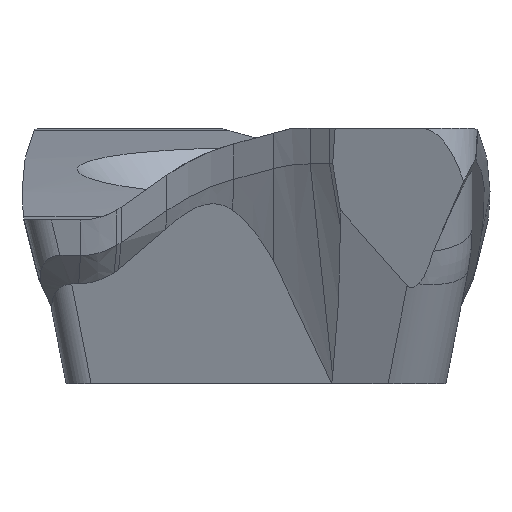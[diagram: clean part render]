
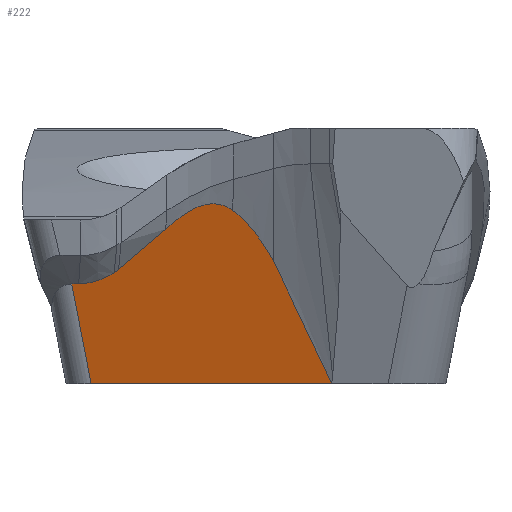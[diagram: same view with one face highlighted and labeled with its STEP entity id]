
A CAD part, left-side view. The second image highlights one B-rep face of the part: STEP entity #222.
In plain terms, the highlighted planar face has unit normal (-0.962, 0.084, -0.259).
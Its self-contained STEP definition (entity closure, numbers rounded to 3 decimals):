
#222=ADVANCED_FACE('',(#378),#289,.T.);
#289=PLANE('',#2510);
#378=FACE_OUTER_BOUND('',#504,.T.);
#504=EDGE_LOOP('',(#957,#958,#959,#960,#961,#962,#963,#964,#965));
#957=ORIENTED_EDGE('',*,*,#1537,.F.);
#958=ORIENTED_EDGE('',*,*,#1535,.F.);
#959=ORIENTED_EDGE('',*,*,#1650,.T.);
#960=ORIENTED_EDGE('',*,*,#1648,.T.);
#961=ORIENTED_EDGE('',*,*,#1651,.F.);
#962=ORIENTED_EDGE('',*,*,#1652,.F.);
#963=ORIENTED_EDGE('',*,*,#1653,.F.);
#964=ORIENTED_EDGE('',*,*,#1654,.F.);
#965=ORIENTED_EDGE('',*,*,#1655,.T.);
#1297=VERTEX_POINT('',#4063);
#1298=VERTEX_POINT('',#4075);
#1299=VERTEX_POINT('',#4118);
#1366=VERTEX_POINT('',#5210);
#1367=VERTEX_POINT('',#5221);
#1368=VERTEX_POINT('',#5308);
#1369=VERTEX_POINT('',#5319);
#1370=VERTEX_POINT('',#5324);
#1371=VERTEX_POINT('',#5326);
#1535=EDGE_CURVE('',#1297,#1298,#1864,.T.);
#1537=EDGE_CURVE('',#1298,#1299,#1866,.T.);
#1648=EDGE_CURVE('',#1367,#1366,#1940,.T.);
#1650=EDGE_CURVE('',#1297,#1367,#1941,.T.);
#1651=EDGE_CURVE('',#1368,#1366,#1942,.T.);
#1652=EDGE_CURVE('',#1369,#1368,#1943,.T.);
#1653=EDGE_CURVE('',#1370,#1369,#1944,.T.);
#1654=EDGE_CURVE('',#1371,#1370,#2205,.T.);
#1655=EDGE_CURVE('',#1371,#1299,#2206,.T.);
#1864=B_SPLINE_CURVE_WITH_KNOTS('',3,(#4064,#4065,#4066,#4067,#4068,#4069,
#4070,#4071,#4072,#4073,#4074),.UNSPECIFIED.,.F.,.F.,(4,1,1,1,1,1,1,1,4),
(0.,0.125,0.25,0.375,0.5,0.625,0.75,0.875,1.),.UNSPECIFIED.);
#1866=B_SPLINE_CURVE_WITH_KNOTS('',3,(#4108,#4109,#4110,#4111,#4112,#4113,
#4114,#4115,#4116,#4117),.UNSPECIFIED.,.F.,.F.,(4,3,3,4),(0.,0.237,
0.619,1.),.UNSPECIFIED.);
#1940=B_SPLINE_CURVE_WITH_KNOTS('',3,(#5211,#5212,#5213,#5214,#5215,#5216,
#5217,#5218,#5219,#5220),.UNSPECIFIED.,.F.,.F.,(4,3,3,4),(0.,0.334,
0.667,1.),.UNSPECIFIED.);
#1941=B_SPLINE_CURVE_WITH_KNOTS('',3,(#5247,#5248,#5249,#5250,#5251,#5252,
#5253,#5254,#5255,#5256,#5257,#5258,#5259,#5260,#5261,#5262,#5263,#5264,
#5265),.UNSPECIFIED.,.F.,.F.,(4,1,1,1,1,1,1,1,1,1,1,1,1,1,1,1,4),(0.,0.063,
0.125,0.188,0.25,0.313,0.375,0.438,0.5,0.563,0.625,0.688,0.75,0.813,
0.875,0.938,1.),.UNSPECIFIED.);
#1942=B_SPLINE_CURVE_WITH_KNOTS('',3,(#5302,#5303,#5304,#5305,#5306,#5307),
 .UNSPECIFIED.,.F.,.F.,(4,1,1,4),(0.,0.333,0.667,1.),
 .UNSPECIFIED.);
#1943=B_SPLINE_CURVE_WITH_KNOTS('',3,(#5309,#5310,#5311,#5312,#5313,#5314,
#5315,#5316,#5317,#5318),.UNSPECIFIED.,.F.,.F.,(4,3,3,4),(0.,0.259,
0.518,1.),.UNSPECIFIED.);
#1944=B_SPLINE_CURVE_WITH_KNOTS('',3,(#5320,#5321,#5322,#5323),
 .UNSPECIFIED.,.F.,.F.,(4,4),(0.,1.),.UNSPECIFIED.);
#2205=LINE('',#5325,#2322);
#2206=LINE('',#5327,#2323);
#2322=VECTOR('',#2758,1.);
#2323=VECTOR('',#2759,1.);
#2510=AXIS2_PLACEMENT_3D('',#5328,#2760,#2761);
#2758=DIRECTION('',(-0.24,0.185,0.953));
#2759=DIRECTION('',(-0.087,-0.996,0.));
#2760=DIRECTION('',(-0.962,0.084,-0.259));
#2761=DIRECTION('',(-0.258,0.023,0.966));
#4063=CARTESIAN_POINT('',(-5.026,0.331,-1.154));
#4064=CARTESIAN_POINT('',(-5.026,0.331,-1.154));
#4065=CARTESIAN_POINT('',(-5.024,0.311,-1.168));
#4066=CARTESIAN_POINT('',(-5.019,0.269,-1.198));
#4067=CARTESIAN_POINT('',(-5.01,0.205,-1.253));
#4068=CARTESIAN_POINT('',(-4.998,0.138,-1.319));
#4069=CARTESIAN_POINT('',(-4.983,0.068,-1.398));
#4070=CARTESIAN_POINT('',(-4.964,-0.005,-1.491));
#4071=CARTESIAN_POINT('',(-4.942,-0.082,-1.599));
#4072=CARTESIAN_POINT('',(-4.916,-0.162,-1.723));
#4073=CARTESIAN_POINT('',(-4.895,-0.217,-1.818));
#4074=CARTESIAN_POINT('',(-4.884,-0.246,-1.868));
#4075=CARTESIAN_POINT('',(-4.884,-0.246,-1.868));
#4108=CARTESIAN_POINT('',(-4.884,-0.246,-1.868));
#4109=CARTESIAN_POINT('',(-4.855,-0.32,-2.));
#4110=CARTESIAN_POINT('',(-4.824,-0.388,-2.136));
#4111=CARTESIAN_POINT('',(-4.793,-0.454,-2.273));
#4112=CARTESIAN_POINT('',(-4.744,-0.56,-2.493));
#4113=CARTESIAN_POINT('',(-4.693,-0.661,-2.714));
#4114=CARTESIAN_POINT('',(-4.642,-0.762,-2.936));
#4115=CARTESIAN_POINT('',(-4.591,-0.864,-3.158));
#4116=CARTESIAN_POINT('',(-4.541,-0.965,-3.379));
#4117=CARTESIAN_POINT('',(-4.49,-1.069,-3.6));
#4118=CARTESIAN_POINT('',(-4.49,-1.069,-3.6));
#5210=CARTESIAN_POINT('',(-4.66,1.939,-1.991));
#5211=CARTESIAN_POINT('',(-4.871,1.275,-1.423));
#5212=CARTESIAN_POINT('',(-4.847,1.347,-1.488));
#5213=CARTESIAN_POINT('',(-4.823,1.419,-1.554));
#5214=CARTESIAN_POINT('',(-4.799,1.492,-1.618));
#5215=CARTESIAN_POINT('',(-4.776,1.565,-1.682));
#5216=CARTESIAN_POINT('',(-4.752,1.638,-1.745));
#5217=CARTESIAN_POINT('',(-4.729,1.713,-1.808));
#5218=CARTESIAN_POINT('',(-4.706,1.787,-1.87));
#5219=CARTESIAN_POINT('',(-4.683,1.863,-1.931));
#5220=CARTESIAN_POINT('',(-4.66,1.939,-1.991));
#5221=CARTESIAN_POINT('',(-4.871,1.275,-1.423));
#5247=CARTESIAN_POINT('',(-5.026,0.331,-1.154));
#5248=CARTESIAN_POINT('',(-5.027,0.347,-1.143));
#5249=CARTESIAN_POINT('',(-5.03,0.378,-1.124));
#5250=CARTESIAN_POINT('',(-5.032,0.424,-1.102));
#5251=CARTESIAN_POINT('',(-5.032,0.468,-1.085));
#5252=CARTESIAN_POINT('',(-5.032,0.512,-1.073));
#5253=CARTESIAN_POINT('',(-5.03,0.555,-1.066));
#5254=CARTESIAN_POINT('',(-5.027,0.6,-1.063));
#5255=CARTESIAN_POINT('',(-5.022,0.647,-1.064));
#5256=CARTESIAN_POINT('',(-5.016,0.696,-1.071));
#5257=CARTESIAN_POINT('',(-5.008,0.749,-1.083));
#5258=CARTESIAN_POINT('',(-4.998,0.806,-1.102));
#5259=CARTESIAN_POINT('',(-4.985,0.87,-1.129));
#5260=CARTESIAN_POINT('',(-4.969,0.939,-1.165));
#5261=CARTESIAN_POINT('',(-4.95,1.013,-1.212));
#5262=CARTESIAN_POINT('',(-4.928,1.094,-1.269));
#5263=CARTESIAN_POINT('',(-4.902,1.181,-1.339));
#5264=CARTESIAN_POINT('',(-4.882,1.243,-1.393));
#5265=CARTESIAN_POINT('',(-4.871,1.275,-1.423));
#5302=CARTESIAN_POINT('',(-4.643,2.001,-2.035));
#5303=CARTESIAN_POINT('',(-4.644,1.994,-2.031));
#5304=CARTESIAN_POINT('',(-4.648,1.98,-2.021));
#5305=CARTESIAN_POINT('',(-4.654,1.959,-2.006));
#5306=CARTESIAN_POINT('',(-4.658,1.946,-1.996));
#5307=CARTESIAN_POINT('',(-4.66,1.939,-1.991));
#5308=CARTESIAN_POINT('',(-4.643,2.001,-2.035));
#5309=CARTESIAN_POINT('',(-4.556,2.502,-2.193));
#5310=CARTESIAN_POINT('',(-4.561,2.455,-2.192));
#5311=CARTESIAN_POINT('',(-4.566,2.409,-2.188));
#5312=CARTESIAN_POINT('',(-4.572,2.363,-2.18));
#5313=CARTESIAN_POINT('',(-4.578,2.318,-2.172));
#5314=CARTESIAN_POINT('',(-4.585,2.273,-2.161));
#5315=CARTESIAN_POINT('',(-4.593,2.229,-2.147));
#5316=CARTESIAN_POINT('',(-4.607,2.148,-2.12));
#5317=CARTESIAN_POINT('',(-4.624,2.071,-2.082));
#5318=CARTESIAN_POINT('',(-4.643,2.001,-2.035));
#5319=CARTESIAN_POINT('',(-4.556,2.502,-2.193));
#5320=CARTESIAN_POINT('',(-4.547,2.599,-2.195));
#5321=CARTESIAN_POINT('',(-4.55,2.567,-2.194));
#5322=CARTESIAN_POINT('',(-4.553,2.534,-2.194));
#5323=CARTESIAN_POINT('',(-4.556,2.502,-2.193));
#5324=CARTESIAN_POINT('',(-4.547,2.599,-2.195));
#5325=CARTESIAN_POINT('',(-4.555,2.605,-2.164));
#5326=CARTESIAN_POINT('',(-4.193,2.326,-3.6));
#5327=CARTESIAN_POINT('',(-4.193,2.326,-3.6));
#5328=CARTESIAN_POINT('',(-4.67,0.779,-2.332));
